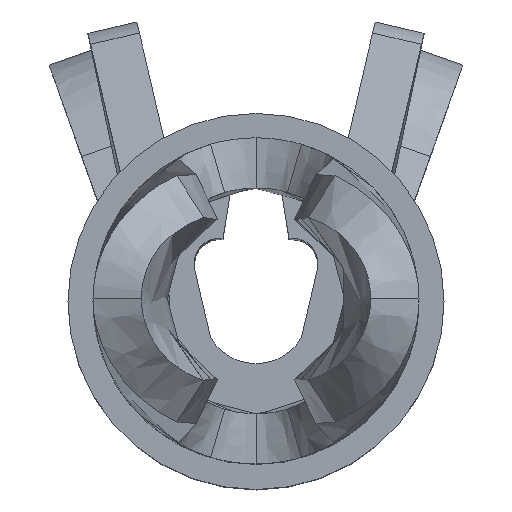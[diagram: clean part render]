
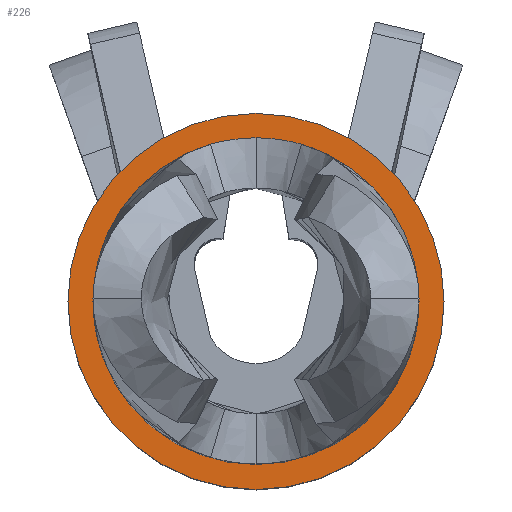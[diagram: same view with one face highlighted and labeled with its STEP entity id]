
A CAD part, top view. The second image highlights one B-rep face of the part: STEP entity #226.
In plain terms, the highlighted planar face has unit normal (0, 0, 1).
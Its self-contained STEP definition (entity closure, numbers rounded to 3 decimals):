
#38=FACE_BOUND('',#447,.T.);
#39=FACE_BOUND('',#448,.T.);
#88=PLANE('',#2013);
#226=ADVANCED_FACE('',(#38,#39),#88,.T.);
#447=EDGE_LOOP('',(#930,#931));
#448=EDGE_LOOP('',(#932,#933));
#462=CIRCLE('',#1989,0.65);
#477=CIRCLE('',#2008,0.75);
#478=CIRCLE('',#2010,0.75);
#479=CIRCLE('',#2012,0.65);
#930=ORIENTED_EDGE('',*,*,#1243,.F.);
#931=ORIENTED_EDGE('',*,*,#1311,.F.);
#932=ORIENTED_EDGE('',*,*,#1310,.F.);
#933=ORIENTED_EDGE('',*,*,#1308,.F.);
#1046=VERTEX_POINT('',#3719);
#1047=VERTEX_POINT('',#3721);
#1080=VERTEX_POINT('',#4482);
#1081=VERTEX_POINT('',#4484);
#1243=EDGE_CURVE('',#1046,#1047,#462,.T.);
#1308=EDGE_CURVE('',#1080,#1081,#477,.T.);
#1310=EDGE_CURVE('',#1081,#1080,#478,.T.);
#1311=EDGE_CURVE('',#1047,#1046,#479,.T.);
#1989=AXIS2_PLACEMENT_3D('',#3720,#2185,#2186);
#2008=AXIS2_PLACEMENT_3D('',#4483,#2257,#2258);
#2010=AXIS2_PLACEMENT_3D('',#4487,#2262,#2263);
#2012=AXIS2_PLACEMENT_3D('',#4489,#2266,#2267);
#2013=AXIS2_PLACEMENT_3D('',#4490,#2268,#2269);
#2185=DIRECTION('',(0.,0.,1.));
#2186=DIRECTION('',(0.,-1.,0.));
#2257=DIRECTION('',(0.,0.,-1.));
#2258=DIRECTION('',(1.,0.,0.));
#2262=DIRECTION('',(0.,0.,-1.));
#2263=DIRECTION('',(-1.,0.,0.));
#2266=DIRECTION('',(0.,0.,1.));
#2267=DIRECTION('',(0.,1.,0.));
#2268=DIRECTION('',(0.,0.,1.));
#2269=DIRECTION('',(0.,1.,0.));
#3719=CARTESIAN_POINT('',(0.,0.046,6.916));
#3720=CARTESIAN_POINT('',(0.,0.696,6.916));
#3721=CARTESIAN_POINT('',(0.,1.346,6.916));
#4482=CARTESIAN_POINT('',(0.75,0.696,6.916));
#4483=CARTESIAN_POINT('',(0.,0.696,6.916));
#4484=CARTESIAN_POINT('',(-0.75,0.696,6.916));
#4487=CARTESIAN_POINT('',(0.,0.696,6.916));
#4489=CARTESIAN_POINT('',(0.,0.696,6.916));
#4490=CARTESIAN_POINT('',(0.825,-0.129,6.916));
